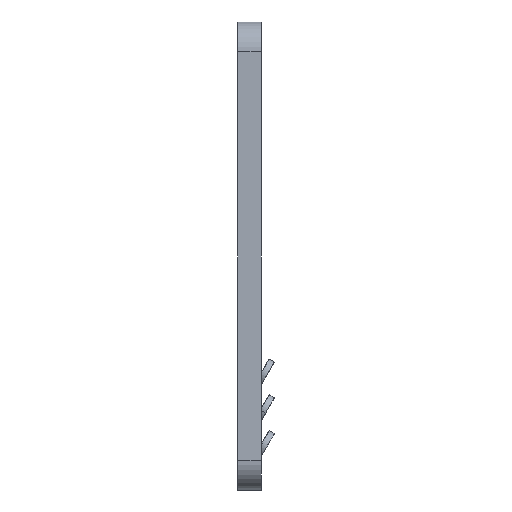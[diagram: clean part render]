
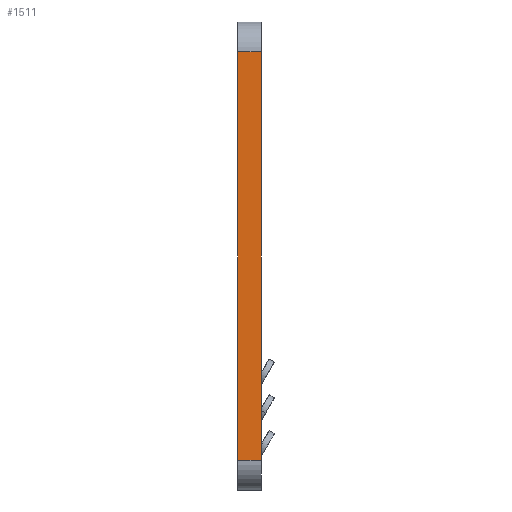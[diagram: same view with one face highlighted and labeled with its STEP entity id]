
A CAD part, left-side view. The second image highlights one B-rep face of the part: STEP entity #1511.
In plain terms, the highlighted planar face has unit normal (-1, 0, 0).
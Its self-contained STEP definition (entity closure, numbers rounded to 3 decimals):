
#240 = DIRECTION ( 'NONE',  ( 0., 0., -1. ) ) ;
#396 = CARTESIAN_POINT ( 'NONE',  ( -37.65, 7.9, -68.35 ) ) ;
#403 = LINE ( 'NONE', #2796, #1556 ) ;
#432 = EDGE_CURVE ( 'NONE', #1551, #1237, #5004, .T. ) ;
#469 = EDGE_CURVE ( 'NONE', #1237, #796, #3843, .T. ) ;
#600 = VECTOR ( 'NONE', #5027, 1000. ) ;
#613 = CARTESIAN_POINT ( 'NONE',  ( -37.65, 7.9, -68.35 ) ) ;
#699 = CARTESIAN_POINT ( 'NONE',  ( -37.65, 7.9, 68.35 ) ) ;
#742 = PLANE ( 'NONE',  #4381 ) ;
#778 = CARTESIAN_POINT ( 'NONE',  ( -37.65, 7.9, 68.35 ) ) ;
#796 = VERTEX_POINT ( 'NONE', #842 ) ;
#842 = CARTESIAN_POINT ( 'NONE',  ( -37.65, 0., 68.35 ) ) ;
#1175 = VERTEX_POINT ( 'NONE', #778 ) ;
#1211 = EDGE_CURVE ( 'NONE', #796, #1175, #4330, .T. ) ;
#1237 = VERTEX_POINT ( 'NONE', #3088 ) ;
#1511 = ADVANCED_FACE ( 'NONE', ( #3893 ), #742, .F. ) ;
#1537 = CARTESIAN_POINT ( 'NONE',  ( -37.65, 7.9, 78.35 ) ) ;
#1551 = VERTEX_POINT ( 'NONE', #396 ) ;
#1556 = VECTOR ( 'NONE', #3240, 1000. ) ;
#1755 = ORIENTED_EDGE ( 'NONE', *, *, #4414, .F. ) ;
#1853 = CARTESIAN_POINT ( 'NONE',  ( -37.65, 0., 78.35 ) ) ;
#1887 = DIRECTION ( 'NONE',  ( 0., 1., 0. ) ) ;
#2194 = VECTOR ( 'NONE', #4159, 1000. ) ;
#2366 = VECTOR ( 'NONE', #1887, 1000. ) ;
#2525 = ORIENTED_EDGE ( 'NONE', *, *, #1211, .T. ) ;
#2796 = CARTESIAN_POINT ( 'NONE',  ( -37.65, 7.9, 78.35 ) ) ;
#3088 = CARTESIAN_POINT ( 'NONE',  ( -37.65, 0., -68.35 ) ) ;
#3240 = DIRECTION ( 'NONE',  ( 0., 0., 1. ) ) ;
#3843 = LINE ( 'NONE', #1853, #2194 ) ;
#3844 = ORIENTED_EDGE ( 'NONE', *, *, #469, .T. ) ;
#3893 = FACE_OUTER_BOUND ( 'NONE', #4604, .T. ) ;
#3943 = DIRECTION ( 'NONE',  ( 1., 0., 0. ) ) ;
#4159 = DIRECTION ( 'NONE',  ( 0., 0., 1. ) ) ;
#4330 = LINE ( 'NONE', #699, #2366 ) ;
#4381 = AXIS2_PLACEMENT_3D ( 'NONE', #1537, #3943, #240 ) ;
#4414 = EDGE_CURVE ( 'NONE', #1551, #1175, #403, .T. ) ;
#4604 = EDGE_LOOP ( 'NONE', ( #1755, #5015, #3844, #2525 ) ) ;
#5004 = LINE ( 'NONE', #613, #600 ) ;
#5015 = ORIENTED_EDGE ( 'NONE', *, *, #432, .T. ) ;
#5027 = DIRECTION ( 'NONE',  ( 0., -1., 0. ) ) ;
